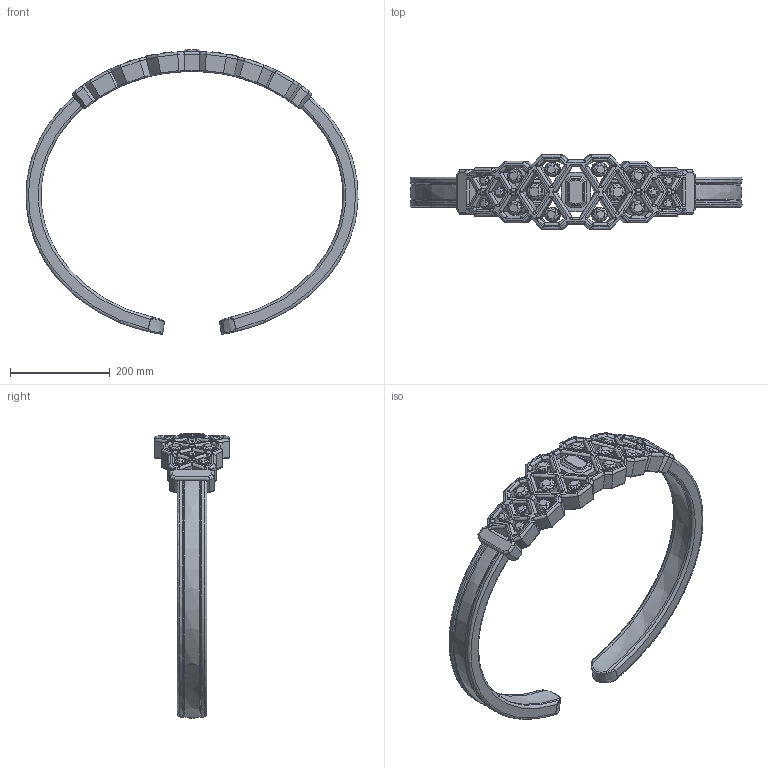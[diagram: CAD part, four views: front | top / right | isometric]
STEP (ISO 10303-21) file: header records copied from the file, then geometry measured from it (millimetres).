
FILE_DESCRIPTION(('FreeCAD Model'),'2;1');
FILE_NAME('Open CASCADE Shape Model','2025-05-04T10:10:44',('FreeCAD'),( 'FreeCAD'),'Open CASCADE STEP processor 7.6','FreeCAD','Unknown');
FILE_SCHEMA(('AUTOMOTIVE_DESIGN { 1 0 10303 214 1 1 1 1 }'));
Products named in the file (1): Open CASCADE STEP translator 7.6 1
Bounding box: 664.68 x 150 x 569.41 mm (x, y, z)
Volume: 3807217.7 mm3; surface area: 529522.4 mm2
Topology: 20 solids, 20 shells, 2129 faces, 4701 edges, 2416 vertices
Faces by surface type: bspline 2129
Entity records: 86834 total; most frequent: CARTESIAN_POINT 57683, ORIENTED_EDGE 8922, EDGE_CURVE 4461, B_SPLINE_CURVE_WITH_KNOTS 4461, VERTEX_POINT 2416, FACE_BOUND 2289, EDGE_LOOP 2289, ADVANCED_FACE 2129
